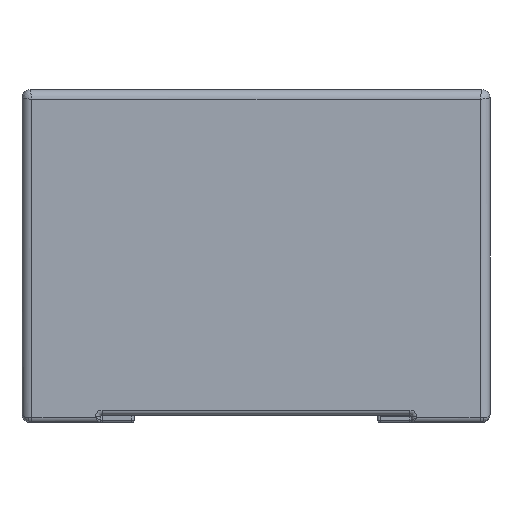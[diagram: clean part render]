
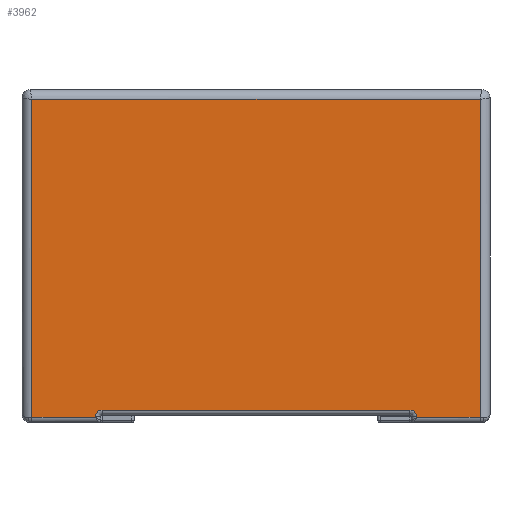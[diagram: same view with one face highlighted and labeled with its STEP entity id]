
A CAD part, front view. The second image highlights one B-rep face of the part: STEP entity #3962.
In plain terms, the highlighted planar face has unit normal (0, -1, 0).
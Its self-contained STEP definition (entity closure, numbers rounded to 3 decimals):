
#90=PLANE('',#4446);
#283=LINE('',#7063,#547);
#285=LINE('',#7068,#549);
#286=LINE('',#7076,#550);
#287=LINE('',#7084,#551);
#289=LINE('',#7089,#553);
#303=LINE('',#7221,#567);
#304=LINE('',#7223,#568);
#305=LINE('',#7224,#569);
#547=VECTOR('',#5452,10.);
#549=VECTOR('',#5458,10.);
#550=VECTOR('',#5469,10.);
#551=VECTOR('',#5480,10.);
#553=VECTOR('',#5486,10.);
#567=VECTOR('',#5572,10.);
#568=VECTOR('',#5573,10.);
#569=VECTOR('',#5574,10.);
#931=FACE_OUTER_BOUND('',#1196,.T.);
#1196=EDGE_LOOP('',(#3317,#3318,#3319,#3320,#3321,#3322,#3323,#3324,#3325,
#3326));
#1500=CIRCLE('',#4401,0.8);
#1503=CIRCLE('',#4406,0.8);
#1847=VERTEX_POINT('',#6965);
#1850=VERTEX_POINT('',#6996);
#1852=VERTEX_POINT('',#7059);
#1853=VERTEX_POINT('',#7066);
#1854=VERTEX_POINT('',#7070);
#1855=VERTEX_POINT('',#7074);
#1857=VERTEX_POINT('',#7079);
#1858=VERTEX_POINT('',#7087);
#1875=VERTEX_POINT('',#7220);
#1876=VERTEX_POINT('',#7222);
#2334=EDGE_CURVE('',#1850,#1852,#283,.T.);
#2337=EDGE_CURVE('',#1853,#1850,#285,.T.);
#2339=EDGE_CURVE('',#1854,#1853,#1500,.T.);
#2341=EDGE_CURVE('',#1855,#1854,#286,.T.);
#2343=EDGE_CURVE('',#1857,#1855,#1503,.T.);
#2345=EDGE_CURVE('',#1847,#1857,#287,.T.);
#2348=EDGE_CURVE('',#1858,#1847,#289,.T.);
#2382=EDGE_CURVE('',#1875,#1858,#303,.T.);
#2383=EDGE_CURVE('',#1876,#1875,#304,.T.);
#2384=EDGE_CURVE('',#1852,#1876,#305,.T.);
#3317=ORIENTED_EDGE('',*,*,#2348,.F.);
#3318=ORIENTED_EDGE('',*,*,#2382,.F.);
#3319=ORIENTED_EDGE('',*,*,#2383,.F.);
#3320=ORIENTED_EDGE('',*,*,#2384,.F.);
#3321=ORIENTED_EDGE('',*,*,#2334,.F.);
#3322=ORIENTED_EDGE('',*,*,#2337,.F.);
#3323=ORIENTED_EDGE('',*,*,#2339,.F.);
#3324=ORIENTED_EDGE('',*,*,#2341,.F.);
#3325=ORIENTED_EDGE('',*,*,#2343,.F.);
#3326=ORIENTED_EDGE('',*,*,#2345,.F.);
#3962=ADVANCED_FACE('',(#931),#90,.T.);
#4401=AXIS2_PLACEMENT_3D('',#7072,#5463,#5464);
#4406=AXIS2_PLACEMENT_3D('',#7081,#5474,#5475);
#4446=AXIS2_PLACEMENT_3D('',#7219,#5570,#5571);
#5452=DIRECTION('',(-1.,0.,0.));
#5458=DIRECTION('',(0.,0.,-1.));
#5463=DIRECTION('center_axis',(0.,-1.,0.));
#5464=DIRECTION('ref_axis',(-0.707,0.,0.707));
#5469=DIRECTION('',(-1.,0.,0.));
#5474=DIRECTION('center_axis',(0.,-1.,0.));
#5475=DIRECTION('ref_axis',(0.707,0.,0.707));
#5480=DIRECTION('',(0.,0.,1.));
#5486=DIRECTION('',(-1.,0.,0.));
#5570=DIRECTION('center_axis',(0.,-1.,0.));
#5571=DIRECTION('ref_axis',(0.,0.,-1.));
#5572=DIRECTION('',(0.,0.,-1.));
#5573=DIRECTION('',(1.,0.,0.));
#5574=DIRECTION('',(0.,0.,1.));
#6965=CARTESIAN_POINT('',(71.9,-14.85,4.5));
#6996=CARTESIAN_POINT('',(33.,-14.85,4.5));
#7059=CARTESIAN_POINT('',(25.3,-14.85,4.5));
#7063=CARTESIAN_POINT('',(70.664,-14.85,4.5));
#7066=CARTESIAN_POINT('',(33.,-14.85,4.6));
#7068=CARTESIAN_POINT('',(33.,-14.85,14.358));
#7070=CARTESIAN_POINT('',(33.8,-14.85,5.4));
#7072=CARTESIAN_POINT('Origin',(33.8,-14.85,4.6));
#7074=CARTESIAN_POINT('',(71.1,-14.85,5.4));
#7076=CARTESIAN_POINT('',(43.025,-14.85,5.4));
#7079=CARTESIAN_POINT('',(71.9,-14.85,4.6));
#7081=CARTESIAN_POINT('Origin',(71.1,-14.85,4.6));
#7084=CARTESIAN_POINT('',(71.9,-14.85,14.808));
#7087=CARTESIAN_POINT('',(79.6,-14.85,4.5));
#7089=CARTESIAN_POINT('',(70.664,-14.85,4.5));
#7219=CARTESIAN_POINT('Origin',(52.45,-14.85,24.816));
#7220=CARTESIAN_POINT('',(79.6,-14.85,43.032));
#7221=CARTESIAN_POINT('',(79.6,-14.85,24.128));
#7222=CARTESIAN_POINT('',(25.3,-14.85,43.032));
#7223=CARTESIAN_POINT('',(52.45,-14.85,43.032));
#7224=CARTESIAN_POINT('',(25.3,-14.85,37.649));
